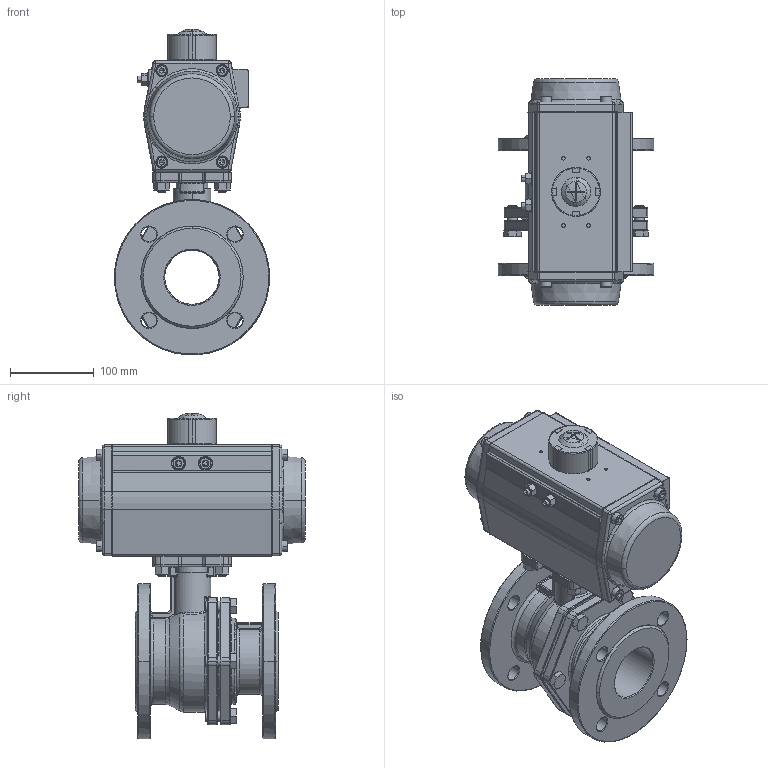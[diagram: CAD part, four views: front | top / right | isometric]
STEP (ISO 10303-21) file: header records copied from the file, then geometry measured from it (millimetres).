
FILE_DESCRIPTION(('HOOPS Exchange Step'),'2;1');
FILE_NAME('PK0500_DN65.stp','2025-04-11T13:59:51+02:00',('nieru'),('Unknown organisation'),'HOOPS Exchange 2024.2','HOOPS Exchange','Unknown authorisation');
FILE_SCHEMA( ('AP203_CONFIGURATION_CONTROLLED_3D_DESIGN_OF_MECHANICAL_PARTS_AND_ASSEMBLIES_MIM_LF') );
Length unit declared in the file: millimetre
Products named in the file (8): 0; root
Assembly tree (7 placements, depth 4):
  root
    0
      0
        0
        0
        0
        0
      0
Bounding box: 185 x 270 x 387.64 mm (x, y, z)
Volume: 3864262.7 mm3; surface area: 615700.5 mm2
Topology: 44 solids, 44 shells, 1879 faces, 4516 edges, 2738 vertices
Faces by surface type: plane 641, cylinder 591, torus 247, cone 238, bspline 104, sphere 58
Full cylindrical faces by diameter (mm): 6.8 x1, 10 x4, 12 x6, 18 x14, 22 x2, 22.351 x1, 37.5 x1
Entity records: 105232 total; most frequent: CARTESIAN_POINT 63113, ORIENTED_EDGE 8930, DIRECTION 8374, EDGE_CURVE 4465, AXIS2_PLACEMENT_3D 3260, VERTEX_POINT 2740, EDGE_LOOP 2063, FACE_BOUND 2063
